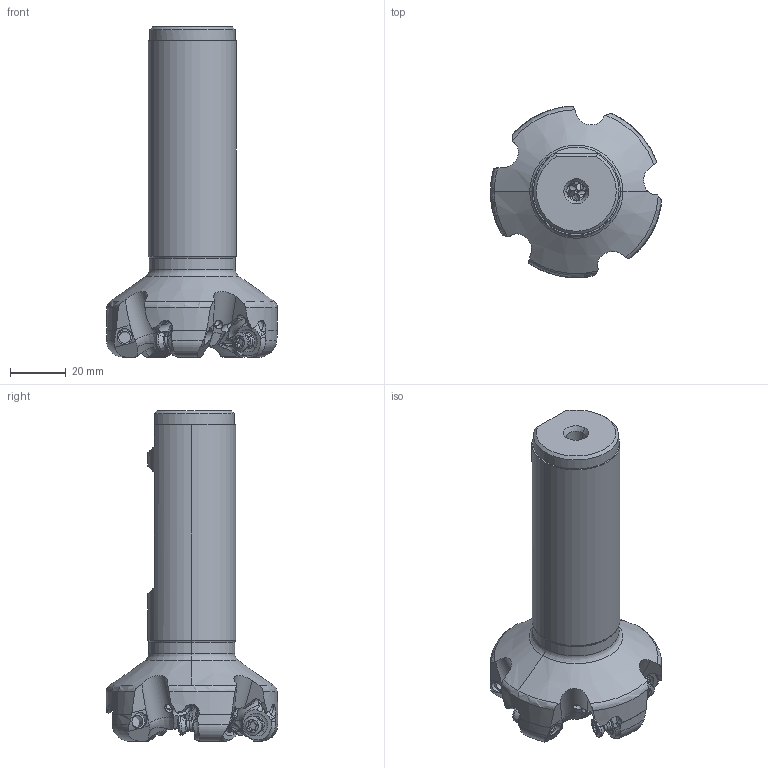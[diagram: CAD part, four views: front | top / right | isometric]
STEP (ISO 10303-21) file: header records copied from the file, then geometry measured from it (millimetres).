
FILE_DESCRIPTION(/* description */ (''),/* implementation_level */ '2;1');
FILE_NAME(/* name */ 'WWX400UR4005FA20M.stp',/* time_stamp */ '2020-04-21T17:34:10+09:00',/* author */ (''),/* organization */ (''),/* preprocessor_version */ 'ST-DEVELOPER v16',/* originating_system */ 'SIEMENS PLM Software NX 10.0',/* authorisation */ '');
FILE_SCHEMA (('AUTOMOTIVE_DESIGN { 1 0 10303 214 3 1 1 1 }'));
Length unit declared in the file: millimetre
Products named in the file (1): WWX400UR4005FA20M_ASM
Bounding box: 61.54 x 61.76 x 118.86 mm (x, y, z)
Volume: 114851.7 mm3; surface area: 24147.5 mm2
Topology: 6 solids, 6 shells, 637 faces, 1853 edges, 1195 vertices
Faces by surface type: cylinder 244, plane 139, bspline 80, sphere 70, cone 45, torus 39, extrusion 20
Entity records: 46521 total; most frequent: CARTESIAN_POINT 30848, ORIENTED_EDGE 3618, DIRECTION 2811, EDGE_CURVE 1809, AXIS2_PLACEMENT_3D 1198, VERTEX_POINT 1187, B_SPLINE_CURVE_WITH_KNOTS 801, EDGE_LOOP 660
